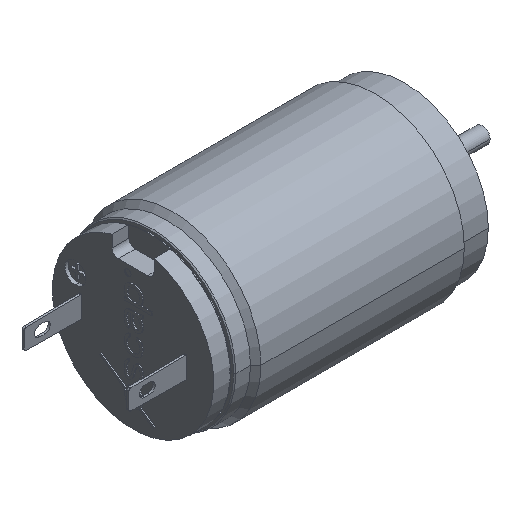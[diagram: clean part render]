
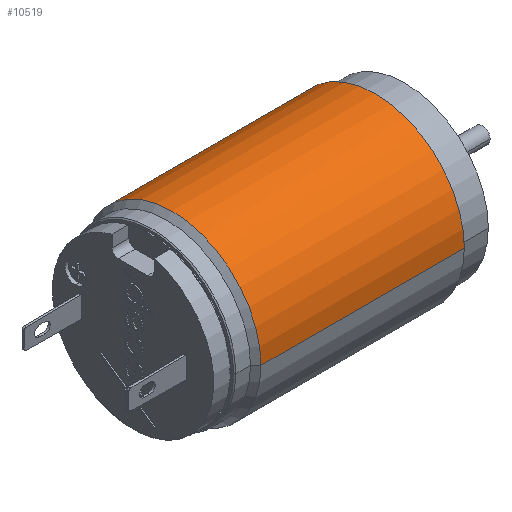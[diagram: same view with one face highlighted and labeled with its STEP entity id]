
A CAD part, isometric view. The second image highlights one B-rep face of the part: STEP entity #10519.
In plain terms, the highlighted cylindrical face has radius 8.5 mm (diameter 17 mm), a partial arc.
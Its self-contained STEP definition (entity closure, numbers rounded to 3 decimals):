
#3523=CARTESIAN_POINT('',(-22.2,0.,0.));
#3524=DIRECTION('',(1.,0.,0.));
#3525=DIRECTION('',(0.,1.,0.));
#3526=AXIS2_PLACEMENT_3D('',#3523,#3524,#3525);
#3532=DIRECTION('',(-1.,0.,0.));
#3533=VECTOR('',#3532,19.4);
#3534=CARTESIAN_POINT('',(-2.8,8.5,0.));
#3535=LINE('',#3534,#3533);
#3536=CARTESIAN_POINT('',(-2.8,0.,0.));
#3537=DIRECTION('',(1.,0.,0.));
#3538=DIRECTION('',(0.,1.,0.));
#3539=AXIS2_PLACEMENT_3D('',#3536,#3537,#3538);
#3541=DIRECTION('',(-1.,0.,0.));
#3542=VECTOR('',#3541,19.4);
#3543=CARTESIAN_POINT('',(-2.8,-8.5,0.));
#3544=LINE('',#3543,#3542);
#4142=CARTESIAN_POINT('',(-2.8,8.5,0.));
#4143=CARTESIAN_POINT('',(-22.2,8.5,0.));
#4144=VERTEX_POINT('',#4142);
#4145=VERTEX_POINT('',#4143);
#4146=CARTESIAN_POINT('',(-2.8,-8.5,0.));
#4147=CARTESIAN_POINT('',(-22.2,-8.5,0.));
#4148=VERTEX_POINT('',#4146);
#4149=VERTEX_POINT('',#4147);
#10505=CARTESIAN_POINT('',(9.17,0.,0.));
#10506=DIRECTION('',(-1.,0.,0.));
#10507=DIRECTION('',(0.,1.,0.));
#10508=AXIS2_PLACEMENT_3D('',#10505,#10506,#10507);
#10509=CYLINDRICAL_SURFACE('',#10508,8.5);
#10511=ORIENTED_EDGE('',*,*,#10510,.F.);
#10513=ORIENTED_EDGE('',*,*,#10512,.T.);
#10515=ORIENTED_EDGE('',*,*,#10514,.T.);
#10516=ORIENTED_EDGE('',*,*,#10498,.F.);
#10517=EDGE_LOOP('',(#10511,#10513,#10515,#10516));
#10518=FACE_OUTER_BOUND('',#10517,.F.);
#10519=ADVANCED_FACE('',(#10518),#10509,.T.);
#3527=CIRCLE('',#3526,8.5);
#3540=CIRCLE('',#3539,8.5);
#10498=EDGE_CURVE('',#4145,#4149,#3527,.T.);
#10510=EDGE_CURVE('',#4144,#4145,#3535,.T.);
#10512=EDGE_CURVE('',#4144,#4148,#3540,.T.);
#10514=EDGE_CURVE('',#4148,#4149,#3544,.T.);
